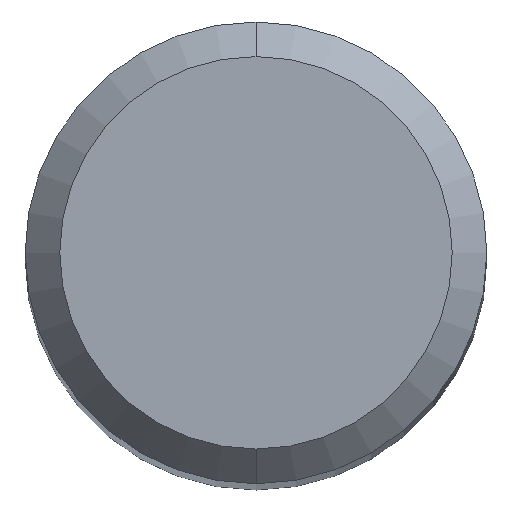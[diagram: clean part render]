
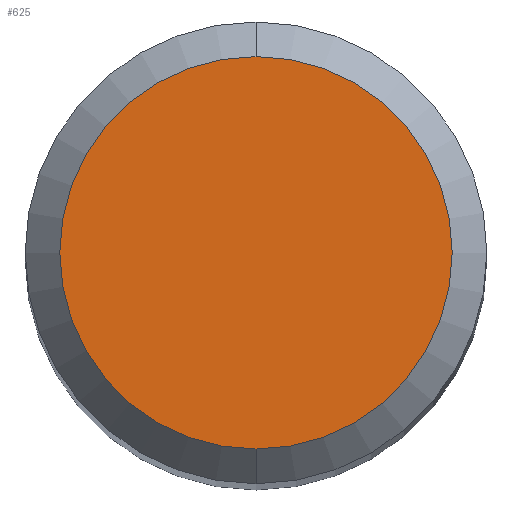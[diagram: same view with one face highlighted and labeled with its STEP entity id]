
A CAD part, top view. The second image highlights one B-rep face of the part: STEP entity #625.
In plain terms, the highlighted planar face has unit normal (0, 0, 1).
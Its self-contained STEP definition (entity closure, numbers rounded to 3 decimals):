
#307=VERTEX_POINT('',#746);
#361=VERTEX_POINT('',#804);
#409=EDGE_CURVE('',#307,#361,#855,.T.);
#525=EDGE_CURVE('',#361,#307,#980,.T.);
#625=ADVANCED_FACE('',(#1094),#1095,.T.);
#746=CARTESIAN_POINT('',(0.,-1.7,0.0));
#804=CARTESIAN_POINT('',(0.0,1.7,0.0));
#855=CIRCLE('',#1403,1.7);
#980=CIRCLE('',#1634,1.7);
#1094=FACE_OUTER_BOUND('',#1818,.T.);
#1095=PLANE('',#1819);
#1403=AXIS2_PLACEMENT_3D('',#2122,#2123,#2124);
#1634=AXIS2_PLACEMENT_3D('',#2293,#2294,#2295);
#1818=EDGE_LOOP('',(#2471,#2472));
#1819=AXIS2_PLACEMENT_3D('',#2473,#2474,#2475);
#2122=CARTESIAN_POINT('',(0.0,0.0,0.0));
#2123=DIRECTION('',(0.0,0.0,-1.0));
#2124=DIRECTION('',(0.0,1.0,0.0));
#2293=CARTESIAN_POINT('',(0.0,0.0,0.0));
#2294=DIRECTION('',(0.0,0.0,-1.0));
#2295=DIRECTION('',(0.0,1.0,0.0));
#2471=ORIENTED_EDGE('',*,*,#525,.F.);
#2472=ORIENTED_EDGE('',*,*,#409,.F.);
#2473=CARTESIAN_POINT('',(0.0,0.85,0.0));
#2474=DIRECTION('',(-0.0,0.0,1.0));
#2475=DIRECTION('',(0.0,-1.0,0.0));
